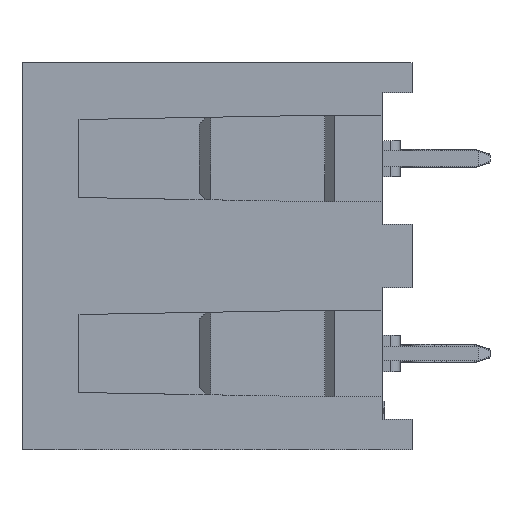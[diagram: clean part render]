
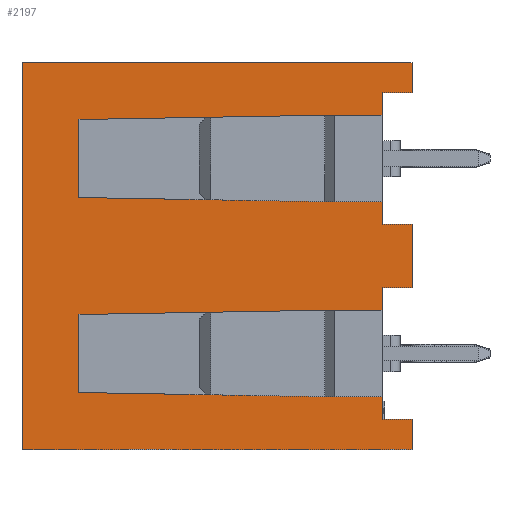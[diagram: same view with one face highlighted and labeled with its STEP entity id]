
A CAD part, left-side view. The second image highlights one B-rep face of the part: STEP entity #2197.
In plain terms, the highlighted planar face has unit normal (-1, 0, 0).
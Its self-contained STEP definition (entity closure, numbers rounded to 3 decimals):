
#492=CARTESIAN_POINT('',(22.3,-12.,-18.7));
#493=VERTEX_POINT('',#492);
#670=CARTESIAN_POINT('',(22.3,-12.,-7.8));
#671=VERTEX_POINT('',#670);
#678=CARTESIAN_POINT('',(22.3,-12.,-8.552));
#679=VERTEX_POINT('',#678);
#680=CARTESIAN_POINT('',(22.3,-12.,-7.8));
#681=DIRECTION('',(0.,0.,-1.));
#682=VECTOR('',#681,0.752);
#683=LINE('',#680,#682);
#684=EDGE_CURVE('',#671,#679,#683,.T.);
#702=CARTESIAN_POINT('',(22.3,-12.,-11.448));
#703=VERTEX_POINT('',#702);
#710=CARTESIAN_POINT('',(22.3,-12.,-12.2));
#711=VERTEX_POINT('',#710);
#712=CARTESIAN_POINT('',(22.3,-12.,-11.448));
#713=DIRECTION('',(0.,0.,-1.));
#714=VECTOR('',#713,0.752);
#715=LINE('',#712,#714);
#716=EDGE_CURVE('',#703,#711,#715,.T.);
#734=CARTESIAN_POINT('',(22.3,-12.,-14.3));
#735=VERTEX_POINT('',#734);
#742=CARTESIAN_POINT('',(22.3,-12.,-15.052));
#743=VERTEX_POINT('',#742);
#744=CARTESIAN_POINT('',(22.3,-12.,-14.3));
#745=DIRECTION('',(0.,0.,-1.));
#746=VECTOR('',#745,0.752);
#747=LINE('',#744,#746);
#748=EDGE_CURVE('',#735,#743,#747,.T.);
#766=CARTESIAN_POINT('',(22.3,-12.,-17.948));
#767=VERTEX_POINT('',#766);
#774=CARTESIAN_POINT('',(22.3,-12.,-17.948));
#775=DIRECTION('',(0.,0.,-1.));
#776=VECTOR('',#775,0.752);
#777=LINE('',#774,#776);
#778=EDGE_CURVE('',#767,#493,#777,.T.);
#2034=CARTESIAN_POINT('',(22.3,-12.,-10.));
#2035=DIRECTION('',(0.,1.,0.));
#2036=DIRECTION('',(-1.,0.,0.));
#2037=AXIS2_PLACEMENT_3D('',#2034,#2036,#2035);
#2038=PLANE('',#2037);
#2039=CARTESIAN_POINT('',(22.3,-1.9,-11.3));
#2040=VERTEX_POINT('',#2039);
#2041=CARTESIAN_POINT('',(22.3,-1.9,-8.7));
#2042=VERTEX_POINT('',#2041);
#2043=CARTESIAN_POINT('',(22.3,-1.9,-11.3));
#2044=DIRECTION('',(0.,0.,1.));
#2045=VECTOR('',#2044,2.6);
#2046=LINE('',#2043,#2045);
#2047=EDGE_CURVE('',#2040,#2042,#2046,.T.);
#2048=ORIENTED_EDGE('',*,*,#2047,.T.);
#2049=CARTESIAN_POINT('',(22.3,-10.4,-8.552));
#2050=VERTEX_POINT('',#2049);
#2051=CARTESIAN_POINT('',(22.3,-1.9,-8.7));
#2052=DIRECTION('',(0.,-1.,0.017));
#2053=VECTOR('',#2052,8.501);
#2054=LINE('',#2051,#2053);
#2055=EDGE_CURVE('',#2042,#2050,#2054,.T.);
#2056=ORIENTED_EDGE('',*,*,#2055,.T.);
#2057=CARTESIAN_POINT('',(22.3,-10.4,-8.552));
#2058=DIRECTION('',(0.,-1.,0.));
#2059=VECTOR('',#2058,1.6);
#2060=LINE('',#2057,#2059);
#2061=EDGE_CURVE('',#2050,#679,#2060,.T.);
#2062=ORIENTED_EDGE('',*,*,#2061,.T.);
#2063=ORIENTED_EDGE('',*,*,#684,.F.);
#2064=CARTESIAN_POINT('',(22.3,-13.,-7.8));
#2065=VERTEX_POINT('',#2064);
#2066=CARTESIAN_POINT('',(22.3,-12.,-7.8));
#2067=DIRECTION('',(0.,-1.,0.));
#2068=VECTOR('',#2067,1.);
#2069=LINE('',#2066,#2068);
#2070=EDGE_CURVE('',#671,#2065,#2069,.T.);
#2071=ORIENTED_EDGE('',*,*,#2070,.T.);
#2072=CARTESIAN_POINT('',(22.3,-13.,-6.8));
#2073=VERTEX_POINT('',#2072);
#2074=CARTESIAN_POINT('',(22.3,-13.,-7.8));
#2075=DIRECTION('',(0.,0.,1.));
#2076=VECTOR('',#2075,1.);
#2077=LINE('',#2074,#2076);
#2078=EDGE_CURVE('',#2065,#2073,#2077,.T.);
#2079=ORIENTED_EDGE('',*,*,#2078,.T.);
#2080=CARTESIAN_POINT('',(22.3,0.,-6.8));
#2081=VERTEX_POINT('',#2080);
#2082=CARTESIAN_POINT('',(22.3,-13.,-6.8));
#2083=DIRECTION('',(0.,1.,0.));
#2084=VECTOR('',#2083,13.);
#2085=LINE('',#2082,#2084);
#2086=EDGE_CURVE('',#2073,#2081,#2085,.T.);
#2087=ORIENTED_EDGE('',*,*,#2086,.T.);
#2088=CARTESIAN_POINT('',(22.3,0.,-19.7));
#2089=VERTEX_POINT('',#2088);
#2090=CARTESIAN_POINT('',(22.3,0.,-6.8));
#2091=DIRECTION('',(0.,0.,-1.));
#2092=VECTOR('',#2091,12.9);
#2093=LINE('',#2090,#2092);
#2094=EDGE_CURVE('',#2081,#2089,#2093,.T.);
#2095=ORIENTED_EDGE('',*,*,#2094,.T.);
#2096=CARTESIAN_POINT('',(22.3,-13.,-19.7));
#2097=VERTEX_POINT('',#2096);
#2098=CARTESIAN_POINT('',(22.3,0.,-19.7));
#2099=DIRECTION('',(0.,-1.,0.));
#2100=VECTOR('',#2099,13.);
#2101=LINE('',#2098,#2100);
#2102=EDGE_CURVE('',#2089,#2097,#2101,.T.);
#2103=ORIENTED_EDGE('',*,*,#2102,.T.);
#2104=CARTESIAN_POINT('',(22.3,-13.,-18.7));
#2105=VERTEX_POINT('',#2104);
#2106=CARTESIAN_POINT('',(22.3,-13.,-19.7));
#2107=DIRECTION('',(0.,0.,1.));
#2108=VECTOR('',#2107,1.);
#2109=LINE('',#2106,#2108);
#2110=EDGE_CURVE('',#2097,#2105,#2109,.T.);
#2111=ORIENTED_EDGE('',*,*,#2110,.T.);
#2112=CARTESIAN_POINT('',(22.3,-13.,-18.7));
#2113=DIRECTION('',(0.,1.,0.));
#2114=VECTOR('',#2113,1.);
#2115=LINE('',#2112,#2114);
#2116=EDGE_CURVE('',#2105,#493,#2115,.T.);
#2117=ORIENTED_EDGE('',*,*,#2116,.T.);
#2118=ORIENTED_EDGE('',*,*,#778,.F.);
#2119=CARTESIAN_POINT('',(22.3,-10.4,-17.948));
#2120=VERTEX_POINT('',#2119);
#2121=CARTESIAN_POINT('',(22.3,-12.,-17.948));
#2122=DIRECTION('',(0.,1.,0.));
#2123=VECTOR('',#2122,1.6);
#2124=LINE('',#2121,#2123);
#2125=EDGE_CURVE('',#767,#2120,#2124,.T.);
#2126=ORIENTED_EDGE('',*,*,#2125,.T.);
#2127=CARTESIAN_POINT('',(22.3,-1.9,-17.8));
#2128=VERTEX_POINT('',#2127);
#2129=CARTESIAN_POINT('',(22.3,-10.4,-17.948));
#2130=DIRECTION('',(0.,1.,0.017));
#2131=VECTOR('',#2130,8.501);
#2132=LINE('',#2129,#2131);
#2133=EDGE_CURVE('',#2120,#2128,#2132,.T.);
#2134=ORIENTED_EDGE('',*,*,#2133,.T.);
#2135=CARTESIAN_POINT('',(22.3,-1.9,-15.2));
#2136=VERTEX_POINT('',#2135);
#2137=CARTESIAN_POINT('',(22.3,-1.9,-17.8));
#2138=DIRECTION('',(0.,0.,1.));
#2139=VECTOR('',#2138,2.6);
#2140=LINE('',#2137,#2139);
#2141=EDGE_CURVE('',#2128,#2136,#2140,.T.);
#2142=ORIENTED_EDGE('',*,*,#2141,.T.);
#2143=CARTESIAN_POINT('',(22.3,-10.4,-15.052));
#2144=VERTEX_POINT('',#2143);
#2145=CARTESIAN_POINT('',(22.3,-1.9,-15.2));
#2146=DIRECTION('',(0.,-1.,0.017));
#2147=VECTOR('',#2146,8.501);
#2148=LINE('',#2145,#2147);
#2149=EDGE_CURVE('',#2136,#2144,#2148,.T.);
#2150=ORIENTED_EDGE('',*,*,#2149,.T.);
#2151=CARTESIAN_POINT('',(22.3,-10.4,-15.052));
#2152=DIRECTION('',(0.,-1.,0.));
#2153=VECTOR('',#2152,1.6);
#2154=LINE('',#2151,#2153);
#2155=EDGE_CURVE('',#2144,#743,#2154,.T.);
#2156=ORIENTED_EDGE('',*,*,#2155,.T.);
#2157=ORIENTED_EDGE('',*,*,#748,.F.);
#2158=CARTESIAN_POINT('',(22.3,-13.,-14.3));
#2159=VERTEX_POINT('',#2158);
#2160=CARTESIAN_POINT('',(22.3,-12.,-14.3));
#2161=DIRECTION('',(0.,-1.,0.));
#2162=VECTOR('',#2161,1.);
#2163=LINE('',#2160,#2162);
#2164=EDGE_CURVE('',#735,#2159,#2163,.T.);
#2165=ORIENTED_EDGE('',*,*,#2164,.T.);
#2166=CARTESIAN_POINT('',(22.3,-13.,-12.2));
#2167=VERTEX_POINT('',#2166);
#2168=CARTESIAN_POINT('',(22.3,-13.,-14.3));
#2169=DIRECTION('',(0.,0.,1.));
#2170=VECTOR('',#2169,2.1);
#2171=LINE('',#2168,#2170);
#2172=EDGE_CURVE('',#2159,#2167,#2171,.T.);
#2173=ORIENTED_EDGE('',*,*,#2172,.T.);
#2174=CARTESIAN_POINT('',(22.3,-13.,-12.2));
#2175=DIRECTION('',(0.,1.,0.));
#2176=VECTOR('',#2175,1.);
#2177=LINE('',#2174,#2176);
#2178=EDGE_CURVE('',#2167,#711,#2177,.T.);
#2179=ORIENTED_EDGE('',*,*,#2178,.T.);
#2180=ORIENTED_EDGE('',*,*,#716,.F.);
#2181=CARTESIAN_POINT('',(22.3,-10.4,-11.448));
#2182=VERTEX_POINT('',#2181);
#2183=CARTESIAN_POINT('',(22.3,-12.,-11.448));
#2184=DIRECTION('',(0.,1.,0.));
#2185=VECTOR('',#2184,1.6);
#2186=LINE('',#2183,#2185);
#2187=EDGE_CURVE('',#703,#2182,#2186,.T.);
#2188=ORIENTED_EDGE('',*,*,#2187,.T.);
#2189=CARTESIAN_POINT('',(22.3,-10.4,-11.448));
#2190=DIRECTION('',(0.,1.,0.017));
#2191=VECTOR('',#2190,8.501);
#2192=LINE('',#2189,#2191);
#2193=EDGE_CURVE('',#2182,#2040,#2192,.T.);
#2194=ORIENTED_EDGE('',*,*,#2193,.T.);
#2195=EDGE_LOOP('',(#2048,#2056,#2062,#2063,#2071,#2079,#2087,#2095,#2103,#2111,#2117,#2118,#2126,#2134,#2142,#2150,#2156,#2157,#2165,#2173,#2179,#2180,#2188,#2194));
#2196=FACE_OUTER_BOUND('',#2195,.T.);
#2197=ADVANCED_FACE('',(#2196),#2038,.T.);
